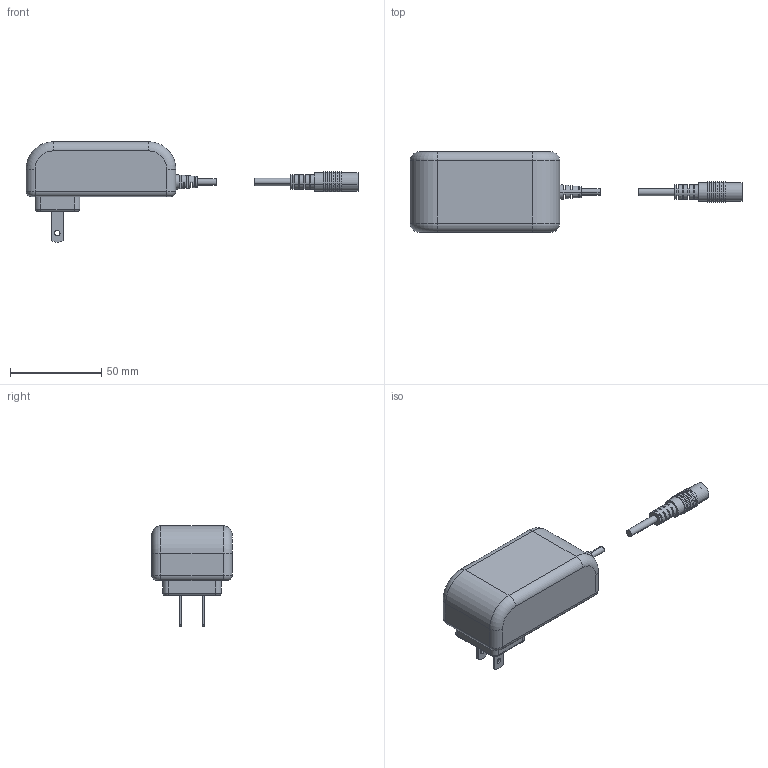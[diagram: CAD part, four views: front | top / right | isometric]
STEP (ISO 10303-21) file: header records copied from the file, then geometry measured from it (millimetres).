
FILE_DESCRIPTION (( 'STEP AP214' ), '1' );
FILE_NAME ('AC to DC 8.4V 1A For 18650.step', '2016-10-28T06:57:02', ( 'dell' ), ( '' ), 'SwSTEP 2.0', 'SolidWorks 2013', '' );
FILE_SCHEMA (( 'AUTOMOTIVE_DESIGN' ));
Length unit declared in the file: millimetre
Products named in the file (1): AC to DC 8.4V 1A For 18650
Bounding box: 181.69 x 44 x 55 mm (x, y, z)
Surface area: 16993.6 mm2 (no closed solid volume)
Topology: 0 solids, 2 shells, 155 faces, 363 edges, 234 vertices
Faces by surface type: plane 82, cylinder 59, torus 12, cone 2
Entity records: 6252 total; most frequent: DIRECTION 845, CARTESIAN_POINT 813, ORIENTED_EDGE 720, EDGE_CURVE 363, AXIS2_PLACEMENT_3D 342, VERTEX_POINT 234, CIRCLE 186, EDGE_LOOP 184
